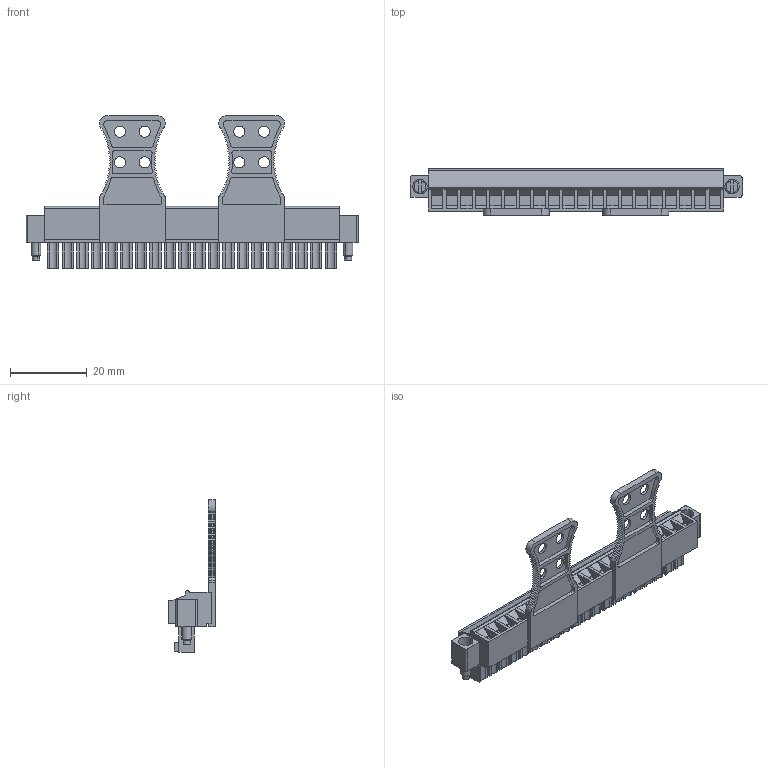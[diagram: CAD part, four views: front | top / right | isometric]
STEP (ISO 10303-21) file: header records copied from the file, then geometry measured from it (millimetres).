
FILE_DESCRIPTION(('CATIA V5 STEP Exchange','CAx-IF Rec.Pracs.--- Model Styling and Organization---1.2---2011-12-15'),'2;1');
FILE_NAME ('D1450081_0_1236740000_1236740000.stp','2018-09-19T10:38:19+00:00',('none'),('Weidmueller'),'CATIA Version 5-6 Release 2014','CATIA V5 STEP AP214','none');
FILE_SCHEMA(('AUTOMOTIVE_DESIGN { 1 0 10303 214 1 1 1 1 }'));
Length unit declared in the file: millimetre
Products named in the file (1): 1236740000
Bounding box: 86.59 x 12.2 x 39.75 mm (x, y, z)
Volume: 8777.2 mm3; surface area: 9586.6 mm2
Topology: 5 solids, 5 shells, 1001 faces, 2683 edges, 1782 vertices
Faces by surface type: plane 763, cylinder 182, cone 48, torus 8
Entity records: 28545 total; most frequent: ORIENTED_EDGE 5366, CARTESIAN_POINT 5079, DIRECTION 3837, EDGE_CURVE 2683, VECTOR 2207, LINE 2207, VERTEX_POINT 1782, EDGE_LOOP 1111
